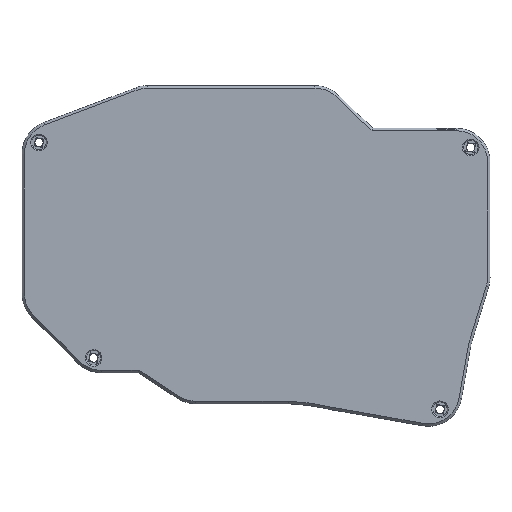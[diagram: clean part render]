
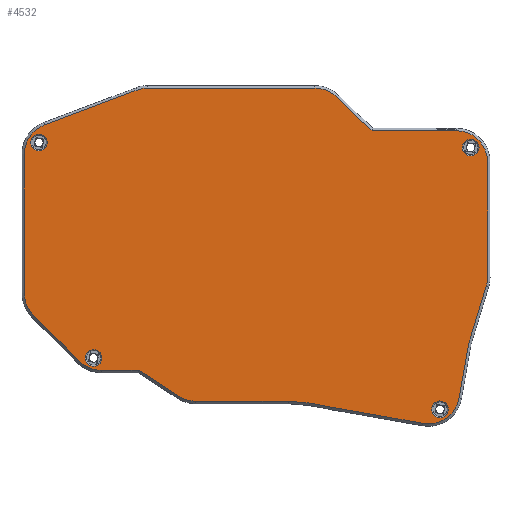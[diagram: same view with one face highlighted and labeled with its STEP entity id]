
A CAD part, top view. The second image highlights one B-rep face of the part: STEP entity #4532.
In plain terms, the highlighted planar face has unit normal (0, 0, 1).
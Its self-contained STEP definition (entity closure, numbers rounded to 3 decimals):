
#24=FACE_BOUND('',#606,.T.);
#25=FACE_BOUND('',#607,.T.);
#26=FACE_BOUND('',#608,.T.);
#27=FACE_BOUND('',#609,.T.);
#149=CIRCLE('',#4855,3.35);
#152=CIRCLE('',#4859,12.4);
#153=CIRCLE('',#4860,12.4);
#154=CIRCLE('',#4861,12.4);
#155=CIRCLE('',#4862,12.4);
#156=CIRCLE('',#4863,12.4);
#157=CIRCLE('',#4864,12.4);
#158=CIRCLE('',#4865,12.4);
#159=CIRCLE('',#4866,12.4);
#160=CIRCLE('',#4867,12.4);
#161=CIRCLE('',#4868,12.4);
#162=CIRCLE('',#4869,3.35);
#163=CIRCLE('',#4870,3.35);
#164=CIRCLE('',#4871,3.35);
#346=FACE_OUTER_BOUND('',#605,.T.);
#605=EDGE_LOOP('',(#3202,#3203,#3204,#3205,#3206,#3207,#3208,#3209,#3210,
#3211,#3212,#3213,#3214,#3215,#3216,#3217,#3218,#3219,#3220,#3221,#3222,
#3223,#3224,#3225,#3226));
#606=EDGE_LOOP('',(#3227));
#607=EDGE_LOOP('',(#3228));
#608=EDGE_LOOP('',(#3229));
#609=EDGE_LOOP('',(#3230));
#949=LINE('',#6956,#1446);
#950=LINE('',#6958,#1447);
#951=LINE('',#6962,#1448);
#952=LINE('',#6964,#1449);
#953=LINE('',#6966,#1450);
#954=LINE('',#6970,#1451);
#955=LINE('',#6974,#1452);
#956=LINE('',#6976,#1453);
#957=LINE('',#6980,#1454);
#958=LINE('',#6984,#1455);
#959=LINE('',#6986,#1456);
#960=LINE('',#6990,#1457);
#961=LINE('',#6994,#1458);
#962=LINE('',#6998,#1459);
#963=LINE('',#7002,#1460);
#1446=VECTOR('',#5526,10.);
#1447=VECTOR('',#5527,10.);
#1448=VECTOR('',#5530,10.);
#1449=VECTOR('',#5531,10.);
#1450=VECTOR('',#5532,10.);
#1451=VECTOR('',#5535,10.);
#1452=VECTOR('',#5538,10.);
#1453=VECTOR('',#5539,10.);
#1454=VECTOR('',#5542,10.);
#1455=VECTOR('',#5545,10.);
#1456=VECTOR('',#5546,10.);
#1457=VECTOR('',#5549,10.);
#1458=VECTOR('',#5552,10.);
#1459=VECTOR('',#5555,10.);
#1460=VECTOR('',#5558,10.);
#1959=VERTEX_POINT('',#6946);
#1962=VERTEX_POINT('',#6954);
#1963=VERTEX_POINT('',#6955);
#1964=VERTEX_POINT('',#6957);
#1965=VERTEX_POINT('',#6959);
#1966=VERTEX_POINT('',#6961);
#1967=VERTEX_POINT('',#6963);
#1968=VERTEX_POINT('',#6965);
#1969=VERTEX_POINT('',#6967);
#1970=VERTEX_POINT('',#6969);
#1971=VERTEX_POINT('',#6971);
#1972=VERTEX_POINT('',#6973);
#1973=VERTEX_POINT('',#6975);
#1974=VERTEX_POINT('',#6977);
#1975=VERTEX_POINT('',#6979);
#1976=VERTEX_POINT('',#6981);
#1977=VERTEX_POINT('',#6983);
#1978=VERTEX_POINT('',#6985);
#1979=VERTEX_POINT('',#6987);
#1980=VERTEX_POINT('',#6989);
#1981=VERTEX_POINT('',#6991);
#1982=VERTEX_POINT('',#6993);
#1983=VERTEX_POINT('',#6995);
#1984=VERTEX_POINT('',#6997);
#1985=VERTEX_POINT('',#6999);
#1986=VERTEX_POINT('',#7001);
#1987=VERTEX_POINT('',#7004);
#1988=VERTEX_POINT('',#7006);
#1989=VERTEX_POINT('',#7008);
#2433=EDGE_CURVE('',#1959,#1959,#149,.T.);
#2437=EDGE_CURVE('',#1962,#1963,#949,.T.);
#2438=EDGE_CURVE('',#1963,#1964,#950,.T.);
#2439=EDGE_CURVE('',#1964,#1965,#152,.T.);
#2440=EDGE_CURVE('',#1965,#1966,#951,.T.);
#2441=EDGE_CURVE('',#1966,#1967,#952,.T.);
#2442=EDGE_CURVE('',#1967,#1968,#953,.T.);
#2443=EDGE_CURVE('',#1968,#1969,#153,.T.);
#2444=EDGE_CURVE('',#1969,#1970,#954,.T.);
#2445=EDGE_CURVE('',#1970,#1971,#154,.T.);
#2446=EDGE_CURVE('',#1971,#1972,#955,.T.);
#2447=EDGE_CURVE('',#1972,#1973,#956,.T.);
#2448=EDGE_CURVE('',#1973,#1974,#155,.T.);
#2449=EDGE_CURVE('',#1974,#1975,#957,.T.);
#2450=EDGE_CURVE('',#1975,#1976,#156,.T.);
#2451=EDGE_CURVE('',#1976,#1977,#958,.T.);
#2452=EDGE_CURVE('',#1977,#1978,#959,.T.);
#2453=EDGE_CURVE('',#1978,#1979,#157,.T.);
#2454=EDGE_CURVE('',#1979,#1980,#960,.T.);
#2455=EDGE_CURVE('',#1980,#1981,#158,.T.);
#2456=EDGE_CURVE('',#1981,#1982,#961,.T.);
#2457=EDGE_CURVE('',#1982,#1983,#159,.T.);
#2458=EDGE_CURVE('',#1983,#1984,#962,.T.);
#2459=EDGE_CURVE('',#1984,#1985,#160,.T.);
#2460=EDGE_CURVE('',#1985,#1986,#963,.T.);
#2461=EDGE_CURVE('',#1986,#1962,#161,.T.);
#2462=EDGE_CURVE('',#1987,#1987,#162,.T.);
#2463=EDGE_CURVE('',#1988,#1988,#163,.T.);
#2464=EDGE_CURVE('',#1989,#1989,#164,.T.);
#3202=ORIENTED_EDGE('',*,*,#2437,.T.);
#3203=ORIENTED_EDGE('',*,*,#2438,.T.);
#3204=ORIENTED_EDGE('',*,*,#2439,.T.);
#3205=ORIENTED_EDGE('',*,*,#2440,.T.);
#3206=ORIENTED_EDGE('',*,*,#2441,.T.);
#3207=ORIENTED_EDGE('',*,*,#2442,.T.);
#3208=ORIENTED_EDGE('',*,*,#2443,.T.);
#3209=ORIENTED_EDGE('',*,*,#2444,.T.);
#3210=ORIENTED_EDGE('',*,*,#2445,.T.);
#3211=ORIENTED_EDGE('',*,*,#2446,.T.);
#3212=ORIENTED_EDGE('',*,*,#2447,.T.);
#3213=ORIENTED_EDGE('',*,*,#2448,.T.);
#3214=ORIENTED_EDGE('',*,*,#2449,.T.);
#3215=ORIENTED_EDGE('',*,*,#2450,.T.);
#3216=ORIENTED_EDGE('',*,*,#2451,.T.);
#3217=ORIENTED_EDGE('',*,*,#2452,.T.);
#3218=ORIENTED_EDGE('',*,*,#2453,.T.);
#3219=ORIENTED_EDGE('',*,*,#2454,.T.);
#3220=ORIENTED_EDGE('',*,*,#2455,.T.);
#3221=ORIENTED_EDGE('',*,*,#2456,.T.);
#3222=ORIENTED_EDGE('',*,*,#2457,.T.);
#3223=ORIENTED_EDGE('',*,*,#2458,.T.);
#3224=ORIENTED_EDGE('',*,*,#2459,.T.);
#3225=ORIENTED_EDGE('',*,*,#2460,.T.);
#3226=ORIENTED_EDGE('',*,*,#2461,.T.);
#3227=ORIENTED_EDGE('',*,*,#2462,.T.);
#3228=ORIENTED_EDGE('',*,*,#2463,.T.);
#3229=ORIENTED_EDGE('',*,*,#2464,.T.);
#3230=ORIENTED_EDGE('',*,*,#2433,.T.);
#4347=PLANE('',#4858);
#4532=ADVANCED_FACE('',(#346,#24,#25,#26,#27),#4347,.T.);
#4855=AXIS2_PLACEMENT_3D('',#6947,#5517,#5518);
#4858=AXIS2_PLACEMENT_3D('',#6953,#5524,#5525);
#4859=AXIS2_PLACEMENT_3D('',#6960,#5528,#5529);
#4860=AXIS2_PLACEMENT_3D('',#6968,#5533,#5534);
#4861=AXIS2_PLACEMENT_3D('',#6972,#5536,#5537);
#4862=AXIS2_PLACEMENT_3D('',#6978,#5540,#5541);
#4863=AXIS2_PLACEMENT_3D('',#6982,#5543,#5544);
#4864=AXIS2_PLACEMENT_3D('',#6988,#5547,#5548);
#4865=AXIS2_PLACEMENT_3D('',#6992,#5550,#5551);
#4866=AXIS2_PLACEMENT_3D('',#6996,#5553,#5554);
#4867=AXIS2_PLACEMENT_3D('',#7000,#5556,#5557);
#4868=AXIS2_PLACEMENT_3D('',#7003,#5559,#5560);
#4869=AXIS2_PLACEMENT_3D('',#7005,#5561,#5562);
#4870=AXIS2_PLACEMENT_3D('',#7007,#5563,#5564);
#4871=AXIS2_PLACEMENT_3D('',#7009,#5565,#5566);
#5517=DIRECTION('center_axis',(0.,0.,-1.));
#5518=DIRECTION('ref_axis',(1.,0.,0.));
#5524=DIRECTION('center_axis',(0.,0.,1.));
#5525=DIRECTION('ref_axis',(1.,0.,0.));
#5526=DIRECTION('',(1.,0.,0.));
#5527=DIRECTION('',(0.836,-0.549,0.));
#5528=DIRECTION('center_axis',(0.,0.,1.));
#5529=DIRECTION('ref_axis',(-0.549,-0.836,0.));
#5530=DIRECTION('',(1.,0.,0.));
#5531=DIRECTION('',(0.996,-0.086,0.));
#5532=DIRECTION('',(0.982,-0.187,0.));
#5533=DIRECTION('center_axis',(0.,0.,1.));
#5534=DIRECTION('ref_axis',(-0.187,-0.982,0.));
#5535=DIRECTION('',(0.985,-0.174,0.));
#5536=DIRECTION('center_axis',(0.,0.,1.));
#5537=DIRECTION('ref_axis',(-0.174,-0.985,0.));
#5538=DIRECTION('',(0.174,0.985,0.));
#5539=DIRECTION('',(0.292,0.956,0.));
#5540=DIRECTION('center_axis',(0.,0.,1.));
#5541=DIRECTION('ref_axis',(0.956,-0.292,0.));
#5542=DIRECTION('',(0.,1.,0.));
#5543=DIRECTION('center_axis',(0.,0.,1.));
#5544=DIRECTION('ref_axis',(1.,0.,0.));
#5545=DIRECTION('',(-1.,0.,0.));
#5546=DIRECTION('',(-0.724,0.69,0.));
#5547=DIRECTION('center_axis',(0.,0.,1.));
#5548=DIRECTION('ref_axis',(0.69,0.724,0.));
#5549=DIRECTION('',(-1.,0.,0.));
#5550=DIRECTION('center_axis',(0.,0.,1.));
#5551=DIRECTION('ref_axis',(0.,1.,0.));
#5552=DIRECTION('',(-0.936,-0.352,0.));
#5553=DIRECTION('center_axis',(0.,0.,1.));
#5554=DIRECTION('ref_axis',(-0.352,0.936,0.));
#5555=DIRECTION('',(0.,-1.,0.));
#5556=DIRECTION('center_axis',(0.,0.,1.));
#5557=DIRECTION('ref_axis',(-1.,0.,0.));
#5558=DIRECTION('',(0.706,-0.708,0.));
#5559=DIRECTION('center_axis',(0.,0.,1.));
#5560=DIRECTION('ref_axis',(-0.708,-0.706,0.));
#5561=DIRECTION('center_axis',(0.,0.,-1.));
#5562=DIRECTION('ref_axis',(1.,0.,0.));
#5563=DIRECTION('center_axis',(0.,0.,-1.));
#5564=DIRECTION('ref_axis',(1.,0.,0.));
#5565=DIRECTION('center_axis',(0.,0.,-1.));
#5566=DIRECTION('ref_axis',(1.,0.,0.));
#6946=CARTESIAN_POINT('',(142.504,-36.539,0.));
#6947=CARTESIAN_POINT('Origin',(145.854,-36.539,0.));
#6953=CARTESIAN_POINT('Origin',(72.,24.988,0.));
#6954=CARTESIAN_POINT('',(9.89,-20.925,0.));
#6955=CARTESIAN_POINT('',(25.116,-20.925,0.));
#6956=CARTESIAN_POINT('',(40.945,-20.925,0.));
#6957=CARTESIAN_POINT('',(40.866,-31.271,0.));
#6958=CARTESIAN_POINT('',(29.657,-23.908,0.));
#6959=CARTESIAN_POINT('',(47.674,-33.308,0.));
#6960=CARTESIAN_POINT('Origin',(47.674,-20.908,0.));
#6961=CARTESIAN_POINT('',(84.936,-33.308,0.));
#6962=CARTESIAN_POINT('',(59.837,-33.308,0.));
#6963=CARTESIAN_POINT('',(93.732,-34.07,0.));
#6964=CARTESIAN_POINT('',(75.782,-32.514,0.));
#6965=CARTESIAN_POINT('',(102.463,-35.734,0.));
#6966=CARTESIAN_POINT('',(77.555,-30.986,0.));
#6967=CARTESIAN_POINT('',(102.631,-35.765,0.));
#6968=CARTESIAN_POINT('Origin',(104.785,-23.554,0.));
#6969=CARTESIAN_POINT('',(139.112,-42.198,0.));
#6970=CARTESIAN_POINT('',(82.583,-32.23,0.));
#6971=CARTESIAN_POINT('',(153.477,-32.139,0.));
#6972=CARTESIAN_POINT('Origin',(141.265,-29.986,0.));
#6973=CARTESIAN_POINT('',(157.317,-10.361,0.));
#6974=CARTESIAN_POINT('',(157.133,-11.404,0.));
#6975=CARTESIAN_POINT('',(164.383,12.74,0.));
#6976=CARTESIAN_POINT('',(158.518,-6.435,0.));
#6977=CARTESIAN_POINT('',(164.925,16.367,0.));
#6978=CARTESIAN_POINT('Origin',(152.525,16.367,0.));
#6979=CARTESIAN_POINT('',(164.925,62.843,0.));
#6980=CARTESIAN_POINT('',(164.925,20.678,0.));
#6981=CARTESIAN_POINT('',(152.525,75.243,0.));
#6982=CARTESIAN_POINT('Origin',(152.525,62.843,0.));
#6983=CARTESIAN_POINT('',(118.565,75.242,0.));
#6984=CARTESIAN_POINT('',(112.262,75.242,0.));
#6985=CARTESIAN_POINT('',(104.211,88.935,0.));
#6986=CARTESIAN_POINT('',(120.431,73.463,0.));
#6987=CARTESIAN_POINT('',(95.652,92.363,0.));
#6988=CARTESIAN_POINT('Origin',(95.652,79.963,0.));
#6989=CARTESIAN_POINT('',(28.607,92.363,0.));
#6990=CARTESIAN_POINT('',(83.826,92.363,0.));
#6991=CARTESIAN_POINT('',(24.238,91.567,0.));
#6992=CARTESIAN_POINT('Origin',(28.607,79.963,0.));
#6993=CARTESIAN_POINT('',(-12.894,77.587,0.));
#6994=CARTESIAN_POINT('',(34.176,95.309,0.));
#6995=CARTESIAN_POINT('',(-20.925,65.982,0.));
#6996=CARTESIAN_POINT('Origin',(-8.525,65.982,0.));
#6997=CARTESIAN_POINT('',(-20.925,9.938,0.));
#6998=CARTESIAN_POINT('',(-20.925,45.485,0.));
#6999=CARTESIAN_POINT('',(-17.305,1.182,0.));
#7000=CARTESIAN_POINT('Origin',(-8.525,9.938,0.));
#7001=CARTESIAN_POINT('',(1.11,-17.282,0.));
#7002=CARTESIAN_POINT('',(-0.989,-15.177,0.));
#7003=CARTESIAN_POINT('Origin',(9.89,-8.525,0.));
#7004=CARTESIAN_POINT('',(154.832,68.499,0.));
#7005=CARTESIAN_POINT('Origin',(158.182,68.499,0.));
#7006=CARTESIAN_POINT('',(3.474,-15.914,0.));
#7007=CARTESIAN_POINT('Origin',(6.824,-15.914,0.));
#7008=CARTESIAN_POINT('',(-18.448,70.531,0.));
#7009=CARTESIAN_POINT('Origin',(-15.098,70.531,0.));
